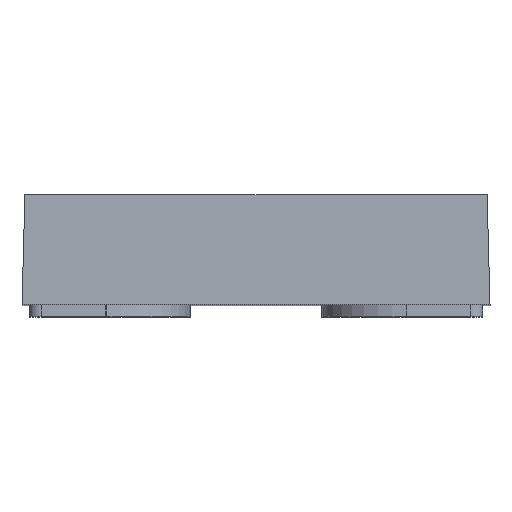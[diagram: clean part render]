
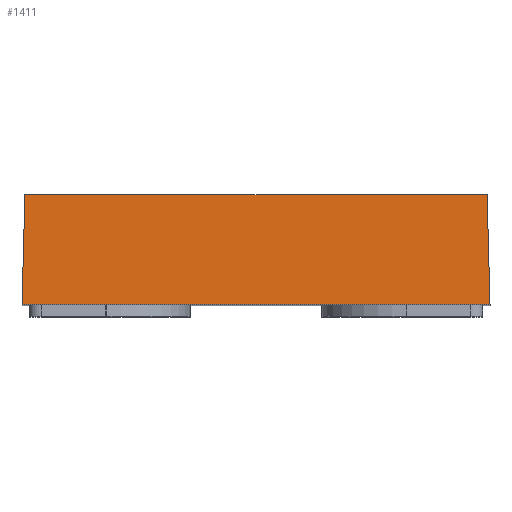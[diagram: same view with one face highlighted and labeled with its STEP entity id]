
A CAD part, top view. The second image highlights one B-rep face of the part: STEP entity #1411.
In plain terms, the highlighted planar face has unit normal (0, 0.027, 1).
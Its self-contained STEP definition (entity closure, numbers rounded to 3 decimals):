
#36 = VERTEX_POINT ( 'NONE', #329 ) ;
#41 = VECTOR ( 'NONE', #1330, 1000. ) ;
#158 = ORIENTED_EDGE ( 'NONE', *, *, #1427, .T. ) ;
#175 = ORIENTED_EDGE ( 'NONE', *, *, #733, .T. ) ;
#176 = CARTESIAN_POINT ( 'NONE',  ( -1.6, 0., 2.5 ) ) ;
#190 = DIRECTION ( 'NONE',  ( 0.027, -0.999, 0.027 ) ) ;
#204 = LINE ( 'NONE', #635, #1028 ) ;
#315 = PLANE ( 'NONE',  #1002 ) ;
#329 = CARTESIAN_POINT ( 'NONE',  ( -1.58, 0.75, 2.48 ) ) ;
#398 = VECTOR ( 'NONE', #190, 1000. ) ;
#433 = VECTOR ( 'NONE', #1302, 1000. ) ;
#440 = DIRECTION ( 'NONE',  ( 0., 0.027, 1. ) ) ;
#468 = VERTEX_POINT ( 'NONE', #917 ) ;
#492 = CARTESIAN_POINT ( 'NONE',  ( 1.589, 0.423, 2.489 ) ) ;
#495 = LINE ( 'NONE', #1102, #41 ) ;
#597 = CARTESIAN_POINT ( 'NONE',  ( 1.58, 0.75, 2.48 ) ) ;
#635 = CARTESIAN_POINT ( 'NONE',  ( -0.8, 0.75, 2.48 ) ) ;
#663 = ORIENTED_EDGE ( 'NONE', *, *, #686, .F. ) ;
#664 = LINE ( 'NONE', #492, #398 ) ;
#686 = EDGE_CURVE ( 'NONE', #736, #468, #664, .T. ) ;
#711 = EDGE_CURVE ( 'NONE', #468, #1310, #1258, .T. ) ;
#733 = EDGE_CURVE ( 'NONE', #736, #36, #204, .T. ) ;
#736 = VERTEX_POINT ( 'NONE', #597 ) ;
#757 = ORIENTED_EDGE ( 'NONE', *, *, #711, .F. ) ;
#782 = EDGE_LOOP ( 'NONE', ( #663, #175, #158, #757 ) ) ;
#917 = CARTESIAN_POINT ( 'NONE',  ( 1.6, 0., 2.5 ) ) ;
#1002 = AXIS2_PLACEMENT_3D ( 'NONE', #1100, #440, #1214 ) ;
#1028 = VECTOR ( 'NONE', #1297, 1000. ) ;
#1038 = CARTESIAN_POINT ( 'NONE',  ( 1.6, 0., 2.5 ) ) ;
#1100 = CARTESIAN_POINT ( 'NONE',  ( -0.8, 0.375, 2.49 ) ) ;
#1102 = CARTESIAN_POINT ( 'NONE',  ( -1.588, 0.435, 2.488 ) ) ;
#1214 = DIRECTION ( 'NONE',  ( 1., 0., 0. ) ) ;
#1258 = LINE ( 'NONE', #1038, #433 ) ;
#1297 = DIRECTION ( 'NONE',  ( -1., 0., 0. ) ) ;
#1302 = DIRECTION ( 'NONE',  ( -1., 0., 0. ) ) ;
#1310 = VERTEX_POINT ( 'NONE', #176 ) ;
#1330 = DIRECTION ( 'NONE',  ( -0.027, -0.999, 0.027 ) ) ;
#1378 = FACE_OUTER_BOUND ( 'NONE', #782, .T. ) ;
#1411 = ADVANCED_FACE ( 'NONE', ( #1378 ), #315, .T. ) ;
#1427 = EDGE_CURVE ( 'NONE', #36, #1310, #495, .T. ) ;
